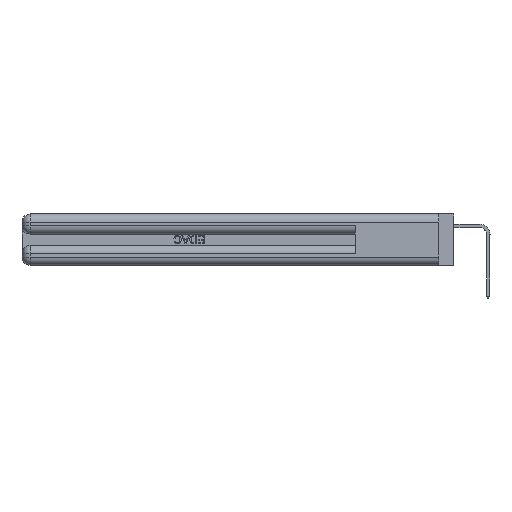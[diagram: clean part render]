
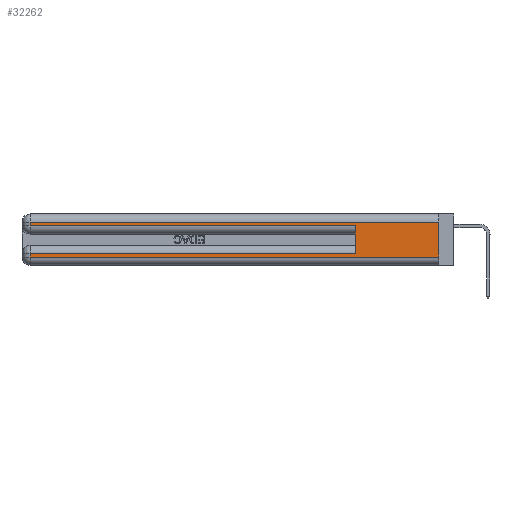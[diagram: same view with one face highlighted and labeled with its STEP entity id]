
A CAD part, left-side view. The second image highlights one B-rep face of the part: STEP entity #32262.
In plain terms, the highlighted planar face has unit normal (-1, 0, 0).
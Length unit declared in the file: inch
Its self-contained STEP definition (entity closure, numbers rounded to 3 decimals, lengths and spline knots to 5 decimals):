
#457 = VECTOR ( 'NONE', #40985, 39.37008 ) ;
#1329 = EDGE_CURVE ( 'NONE', #6477, #2013, #35429, .T. ) ;
#1711 = LINE ( 'NONE', #15314, #11282 ) ;
#2013 = VERTEX_POINT ( 'NONE', #4499 ) ;
#2584 = EDGE_CURVE ( 'NONE', #6477, #41284, #25677, .T. ) ;
#3043 = CARTESIAN_POINT ( 'NONE',  ( 0., 2.94, 0.285 ) ) ;
#3820 = DIRECTION ( 'NONE',  ( 0., 1., 0. ) ) ;
#4036 = EDGE_CURVE ( 'NONE', #26255, #26311, #1711, .T. ) ;
#4499 = CARTESIAN_POINT ( 'NONE',  ( 0., 0., 0.06 ) ) ;
#4766 = CARTESIAN_POINT ( 'NONE',  ( 0., 0., 0.06 ) ) ;
#6477 = VERTEX_POINT ( 'NONE', #30753 ) ;
#7289 = VECTOR ( 'NONE', #30146, 39.37008 ) ;
#8088 = ORIENTED_EDGE ( 'NONE', *, *, #16161, .T. ) ;
#8343 = CARTESIAN_POINT ( 'NONE',  ( 0., 0.6, 0.145 ) ) ;
#8620 = LINE ( 'NONE', #35532, #36434 ) ;
#10756 = ORIENTED_EDGE ( 'NONE', *, *, #2584, .T. ) ;
#11282 = VECTOR ( 'NONE', #33452, 39.37008 ) ;
#13044 = CARTESIAN_POINT ( 'NONE',  ( 0., 0., 0.285 ) ) ;
#14166 = ORIENTED_EDGE ( 'NONE', *, *, #29629, .T. ) ;
#14888 = EDGE_CURVE ( 'NONE', #27362, #18866, #16955, .T. ) ;
#15094 = CARTESIAN_POINT ( 'NONE',  ( 0., 2.94, 0.06 ) ) ;
#15185 = DIRECTION ( 'NONE',  ( 1., 0., 0. ) ) ;
#15314 = CARTESIAN_POINT ( 'NONE',  ( 0., 2.94, 0.37 ) ) ;
#16161 = EDGE_CURVE ( 'NONE', #26311, #2013, #30560, .T. ) ;
#16955 = LINE ( 'NONE', #8343, #7289 ) ;
#17080 = ORIENTED_EDGE ( 'NONE', *, *, #45675, .T. ) ;
#18866 = VERTEX_POINT ( 'NONE', #33934 ) ;
#19262 = CARTESIAN_POINT ( 'NONE',  ( 0., 0., 0.085 ) ) ;
#21321 = EDGE_CURVE ( 'NONE', #27362, #26255, #41578, .T. ) ;
#22140 = CARTESIAN_POINT ( 'NONE',  ( 0., 2.94, 0.085 ) ) ;
#25097 = ORIENTED_EDGE ( 'NONE', *, *, #21321, .T. ) ;
#25208 = AXIS2_PLACEMENT_3D ( 'NONE', #36934, #15185, #40508 ) ;
#25677 = LINE ( 'NONE', #36449, #44866 ) ;
#25822 = VECTOR ( 'NONE', #32971, 39.37008 ) ;
#26021 = PLANE ( 'NONE',  #25208 ) ;
#26255 = VERTEX_POINT ( 'NONE', #22140 ) ;
#26311 = VERTEX_POINT ( 'NONE', #15094 ) ;
#27237 = VECTOR ( 'NONE', #45665, 39.37008 ) ;
#27362 = VERTEX_POINT ( 'NONE', #45394 ) ;
#28423 = DIRECTION ( 'NONE',  ( 0., 0., -1. ) ) ;
#29335 = CARTESIAN_POINT ( 'NONE',  ( 0., 0., 0.37 ) ) ;
#29629 = EDGE_CURVE ( 'NONE', #41284, #29632, #8620, .T. ) ;
#29632 = VERTEX_POINT ( 'NONE', #3043 ) ;
#30146 = DIRECTION ( 'NONE',  ( 0., 0., 1. ) ) ;
#30191 = ORIENTED_EDGE ( 'NONE', *, *, #14888, .F. ) ;
#30219 = FACE_OUTER_BOUND ( 'NONE', #40844, .T. ) ;
#30560 = LINE ( 'NONE', #4766, #457 ) ;
#30753 = CARTESIAN_POINT ( 'NONE',  ( 0., 0., 0.31 ) ) ;
#32061 = VECTOR ( 'NONE', #33869, 39.37008 ) ;
#32262 = ADVANCED_FACE ( 'NONE', ( #30219 ), #26021, .F. ) ;
#32971 = DIRECTION ( 'NONE',  ( 0., 0., -1. ) ) ;
#33452 = DIRECTION ( 'NONE',  ( 0., 0., -1. ) ) ;
#33869 = DIRECTION ( 'NONE',  ( 0., 1., 0. ) ) ;
#33934 = CARTESIAN_POINT ( 'NONE',  ( 0., 0.6, 0.285 ) ) ;
#35429 = LINE ( 'NONE', #29335, #25822 ) ;
#35532 = CARTESIAN_POINT ( 'NONE',  ( 0., 2.94, 0.37 ) ) ;
#36434 = VECTOR ( 'NONE', #28423, 39.37008 ) ;
#36449 = CARTESIAN_POINT ( 'NONE',  ( 0., 0., 0.31 ) ) ;
#36828 = LINE ( 'NONE', #13044, #27237 ) ;
#36934 = CARTESIAN_POINT ( 'NONE',  ( 0., 0., 0.37 ) ) ;
#39801 = ORIENTED_EDGE ( 'NONE', *, *, #4036, .T. ) ;
#40508 = DIRECTION ( 'NONE',  ( 0., 0., -1. ) ) ;
#40844 = EDGE_LOOP ( 'NONE', ( #46431, #10756, #14166, #17080, #30191, #25097, #39801, #8088 ) ) ;
#40985 = DIRECTION ( 'NONE',  ( 0., -1., 0. ) ) ;
#41284 = VERTEX_POINT ( 'NONE', #43540 ) ;
#41578 = LINE ( 'NONE', #19262, #32061 ) ;
#43540 = CARTESIAN_POINT ( 'NONE',  ( 0., 2.94, 0.31 ) ) ;
#44866 = VECTOR ( 'NONE', #3820, 39.37008 ) ;
#45394 = CARTESIAN_POINT ( 'NONE',  ( 0., 0.6, 0.085 ) ) ;
#45665 = DIRECTION ( 'NONE',  ( 0., -1., 0. ) ) ;
#45675 = EDGE_CURVE ( 'NONE', #29632, #18866, #36828, .T. ) ;
#46431 = ORIENTED_EDGE ( 'NONE', *, *, #1329, .F. ) ;
